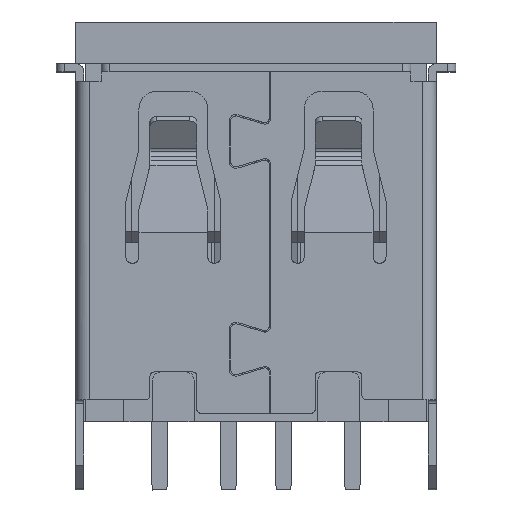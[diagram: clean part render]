
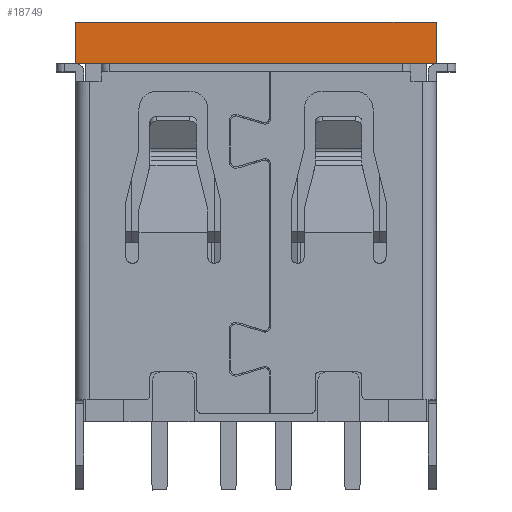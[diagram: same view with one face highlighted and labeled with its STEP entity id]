
A CAD part, top view. The second image highlights one B-rep face of the part: STEP entity #18749.
In plain terms, the highlighted planar face has unit normal (0, 0, 1).
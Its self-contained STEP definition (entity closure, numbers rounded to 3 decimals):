
#184 = DIRECTION ( 'NONE',  ( -1., 0., 0. ) ) ;
#492 = DIRECTION ( 'NONE',  ( 0., 1., 0. ) ) ;
#722 = EDGE_LOOP ( 'NONE', ( #2400, #11040, #10761, #8445 ) ) ;
#1950 = CARTESIAN_POINT ( 'NONE',  ( -6.55, 1.5, 4.06 ) ) ;
#2283 = LINE ( 'NONE', #15944, #11828 ) ;
#2400 = ORIENTED_EDGE ( 'NONE', *, *, #14256, .F. ) ;
#2987 = VERTEX_POINT ( 'NONE', #8517 ) ;
#3725 = LINE ( 'NONE', #14206, #17923 ) ;
#3777 = CARTESIAN_POINT ( 'NONE',  ( -6.55, 1.5, 4.06 ) ) ;
#4118 = VERTEX_POINT ( 'NONE', #3777 ) ;
#5201 = DIRECTION ( 'NONE',  ( -1., 0., 0. ) ) ;
#5748 = AXIS2_PLACEMENT_3D ( 'NONE', #15629, #17411, #184 ) ;
#8445 = ORIENTED_EDGE ( 'NONE', *, *, #17487, .T. ) ;
#8517 = CARTESIAN_POINT ( 'NONE',  ( 6.55, 1.5, 4.06 ) ) ;
#9978 = VECTOR ( 'NONE', #15646, 1000. ) ;
#10128 = PLANE ( 'NONE',  #5748 ) ;
#10335 = FACE_OUTER_BOUND ( 'NONE', #722, .T. ) ;
#10355 = CARTESIAN_POINT ( 'NONE',  ( 0., 1.5, 4.06 ) ) ;
#10761 = ORIENTED_EDGE ( 'NONE', *, *, #17583, .F. ) ;
#11040 = ORIENTED_EDGE ( 'NONE', *, *, #13646, .F. ) ;
#11828 = VECTOR ( 'NONE', #492, 1000. ) ;
#13646 = EDGE_CURVE ( 'NONE', #18112, #4118, #15609, .T. ) ;
#14206 = CARTESIAN_POINT ( 'NONE',  ( -6.55, 0., 4.06 ) ) ;
#14256 = EDGE_CURVE ( 'NONE', #4118, #2987, #19028, .T. ) ;
#15440 = CARTESIAN_POINT ( 'NONE',  ( 6.55, 0., 4.06 ) ) ;
#15609 = LINE ( 'NONE', #1950, #19458 ) ;
#15629 = CARTESIAN_POINT ( 'NONE',  ( -6.55, 1.5, 4.06 ) ) ;
#15646 = DIRECTION ( 'NONE',  ( 1., 0., 0. ) ) ;
#15944 = CARTESIAN_POINT ( 'NONE',  ( 6.55, 1.5, 4.06 ) ) ;
#16028 = CARTESIAN_POINT ( 'NONE',  ( -6.55, 0., 4.06 ) ) ;
#17275 = DIRECTION ( 'NONE',  ( 0., 1., 0. ) ) ;
#17411 = DIRECTION ( 'NONE',  ( 0., 0., -1. ) ) ;
#17487 = EDGE_CURVE ( 'NONE', #19368, #2987, #2283, .T. ) ;
#17583 = EDGE_CURVE ( 'NONE', #19368, #18112, #3725, .T. ) ;
#17923 = VECTOR ( 'NONE', #5201, 1000. ) ;
#18112 = VERTEX_POINT ( 'NONE', #16028 ) ;
#18749 = ADVANCED_FACE ( 'NONE', ( #10335 ), #10128, .F. ) ;
#19028 = LINE ( 'NONE', #10355, #9978 ) ;
#19368 = VERTEX_POINT ( 'NONE', #15440 ) ;
#19458 = VECTOR ( 'NONE', #17275, 1000. ) ;
